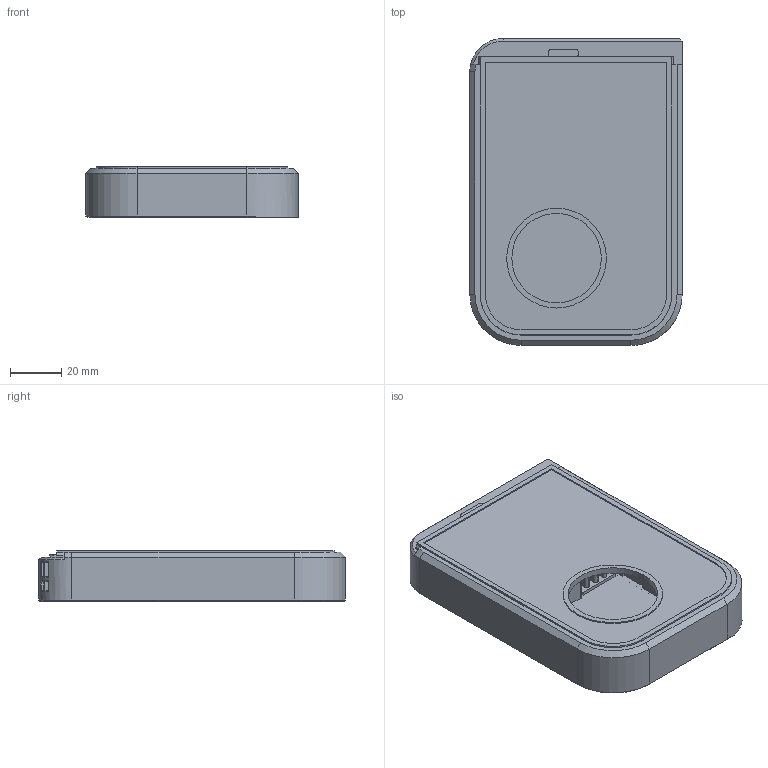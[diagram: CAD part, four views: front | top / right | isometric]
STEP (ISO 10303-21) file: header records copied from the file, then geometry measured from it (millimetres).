
FILE_DESCRIPTION(/* description */ (''),/* implementation_level */ '2;1');
FILE_NAME(/* name */ 'Single Fan v3.1 - MODIFIED v3.step',/* time_stamp */ '2023-11-19T16:20:00-08:00',/* author */ (''),/* organization */ (''),/* preprocessor_version */ 'ST-DEVELOPER v20',/* originating_system */ 'Autodesk Translation Framework v12.14.0.127',/* authorisation */ '');
FILE_SCHEMA (('AUTOMOTIVE_DESIGN { 1 0 10303 214 3 1 1 }'));
Length unit declared in the file: millimetre
Products named in the file (3): Single Fan v3.1 - MODIFIED; Left Side Housing; Left Side Lid
Assembly tree (2 placements, depth 2):
  Single Fan v3.1 - MODIFIED
    Left Side Housing
    Left Side Lid
Bounding box: 83 x 120 x 19.78 mm (x, y, z)
Volume: 77099.1 mm3; surface area: 59603.3 mm2
Topology: 2 solids, 2 shells, 420 faces, 1214 edges, 757 vertices
Faces by surface type: plane 328, cylinder 75, cone 15, bspline 2
Full cylindrical faces by diameter (mm): 2.4 x2, 10.2 x1, 35 x1, 39 x1
Entity records: 14078 total; most frequent: CARTESIAN_POINT 2811, ORIENTED_EDGE 2428, DIRECTION 2210, EDGE_CURVE 1214, LINE 988, VECTOR 988, VERTEX_POINT 757, AXIS2_PLACEMENT_3D 611
